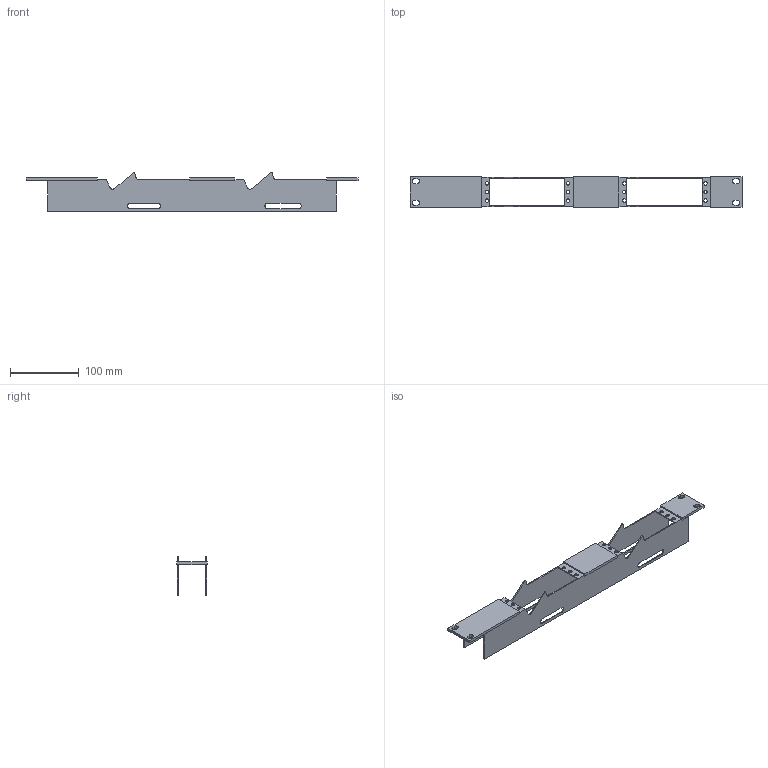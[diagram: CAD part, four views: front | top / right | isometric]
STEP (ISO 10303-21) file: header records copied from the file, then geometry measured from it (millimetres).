
FILE_DESCRIPTION((''),'2;1');
FILE_NAME('D-NZPF1RU','2011-01-26T',('kma'),(''),'PRO/ENGINEER BY PARAMETRIC TECHNOLOGY CORPORATION, 2009220','PRO/ENGINEER BY PARAMETRIC TECHNOLOGY CORPORATION, 2009220','');
FILE_SCHEMA(('AUTOMOTIVE_DESIGN_CC2 { 1 2 10303 214 -1 1 5 2 }'));
Length unit declared in the file: millimetre
Products named in the file (1): D-NZPF1RU
Bounding box: 483 x 44 x 56.74 mm (x, y, z)
Volume: 94143.8 mm3; surface area: 100806.5 mm2
Topology: 1 solids, 1 shells, 118 faces, 360 edges, 240 vertices
Faces by surface type: plane 66, cylinder 52
Entity records: 4359 total; most frequent: ORIENTED_EDGE 720, CARTESIAN_POINT 718, DIRECTION 700, EDGE_CURVE 360, VECTOR 256, LINE 256, VERTEX_POINT 240, AXIS2_PLACEMENT_3D 222
